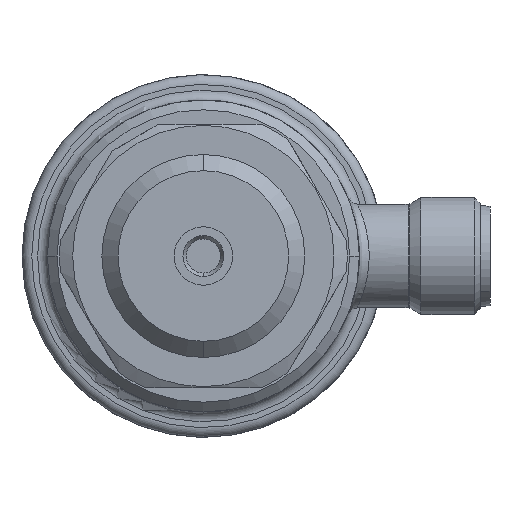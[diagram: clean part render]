
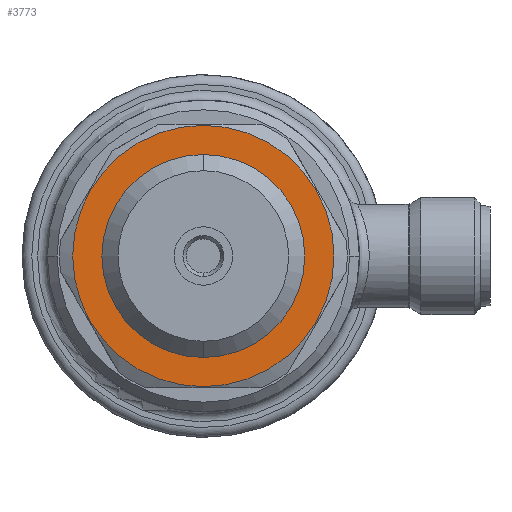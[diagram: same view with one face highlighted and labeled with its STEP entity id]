
A CAD part, front view. The second image highlights one B-rep face of the part: STEP entity #3773.
In plain terms, the highlighted face is planar.
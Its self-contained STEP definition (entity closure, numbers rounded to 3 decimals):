
#28 = ORIENTED_EDGE ( 'NONE', *, *, #6827, .F. ) ;
#354 = EDGE_CURVE ( 'NONE', #7842, #3497, #1490, .T. ) ;
#420 = FACE_BOUND ( 'NONE', #1067, .T. ) ;
#531 = AXIS2_PLACEMENT_3D ( 'NONE', #5531, #1770, #6173 ) ;
#976 = DIRECTION ( 'NONE',  ( -1., 0., 0. ) ) ;
#1067 = EDGE_LOOP ( 'NONE', ( #8020, #7933 ) ) ;
#1210 = DIRECTION ( 'NONE',  ( -1., 0., 0. ) ) ;
#1236 = CARTESIAN_POINT ( 'NONE',  ( 33.73, 0., 13.4 ) ) ;
#1490 = CIRCLE ( 'NONE', #6605, 13.4 ) ;
#1651 = DIRECTION ( 'NONE',  ( -1., 0., 0. ) ) ;
#1770 = DIRECTION ( 'NONE',  ( -1., 0., 0. ) ) ;
#1942 = AXIS2_PLACEMENT_3D ( 'NONE', #5402, #1651, #6029 ) ;
#2438 = EDGE_CURVE ( 'NONE', #7005, #4592, #3473, .T. ) ;
#2706 = EDGE_CURVE ( 'NONE', #4592, #7005, #4874, .T. ) ;
#2893 = AXIS2_PLACEMENT_3D ( 'NONE', #4733, #976, #5377 ) ;
#3425 = PLANE ( 'NONE',  #2893 ) ;
#3473 = CIRCLE ( 'NONE', #1942, 9.5 ) ;
#3497 = VERTEX_POINT ( 'NONE', #1236 ) ;
#3768 = CIRCLE ( 'NONE', #7316, 13.4 ) ;
#3773 = ADVANCED_FACE ( 'NONE', ( #5245, #420 ), #3425, .F. ) ;
#3939 = CARTESIAN_POINT ( 'NONE',  ( 33.73, 0., -9.5 ) ) ;
#3997 = CARTESIAN_POINT ( 'NONE',  ( 33.73, 0., 0. ) ) ;
#4513 = DIRECTION ( 'NONE',  ( -1., 0., 0. ) ) ;
#4592 = VERTEX_POINT ( 'NONE', #6976 ) ;
#4733 = CARTESIAN_POINT ( 'NONE',  ( 33.73, 13.4, 0. ) ) ;
#4874 = CIRCLE ( 'NONE', #531, 9.5 ) ;
#4969 = CARTESIAN_POINT ( 'NONE',  ( 33.73, 0., 0. ) ) ;
#5245 = FACE_OUTER_BOUND ( 'NONE', #7476, .T. ) ;
#5377 = DIRECTION ( 'NONE',  ( 0., 0., 1. ) ) ;
#5402 = CARTESIAN_POINT ( 'NONE',  ( 33.73, 0., 0. ) ) ;
#5531 = CARTESIAN_POINT ( 'NONE',  ( 33.73, 0., 0. ) ) ;
#5599 = DIRECTION ( 'NONE',  ( 0., 0., 1. ) ) ;
#6029 = DIRECTION ( 'NONE',  ( 0., 0., 1. ) ) ;
#6173 = DIRECTION ( 'NONE',  ( 0., 0., 1. ) ) ;
#6585 = CARTESIAN_POINT ( 'NONE',  ( 33.73, 0., -13.4 ) ) ;
#6605 = AXIS2_PLACEMENT_3D ( 'NONE', #3997, #4513, #6943 ) ;
#6827 = EDGE_CURVE ( 'NONE', #3497, #7842, #3768, .T. ) ;
#6943 = DIRECTION ( 'NONE',  ( 0., 0., 1. ) ) ;
#6976 = CARTESIAN_POINT ( 'NONE',  ( 33.73, 0., 9.5 ) ) ;
#7005 = VERTEX_POINT ( 'NONE', #3939 ) ;
#7316 = AXIS2_PLACEMENT_3D ( 'NONE', #4969, #1210, #5599 ) ;
#7476 = EDGE_LOOP ( 'NONE', ( #28, #8027 ) ) ;
#7842 = VERTEX_POINT ( 'NONE', #6585 ) ;
#7933 = ORIENTED_EDGE ( 'NONE', *, *, #2438, .T. ) ;
#8020 = ORIENTED_EDGE ( 'NONE', *, *, #2706, .T. ) ;
#8027 = ORIENTED_EDGE ( 'NONE', *, *, #354, .F. ) ;
